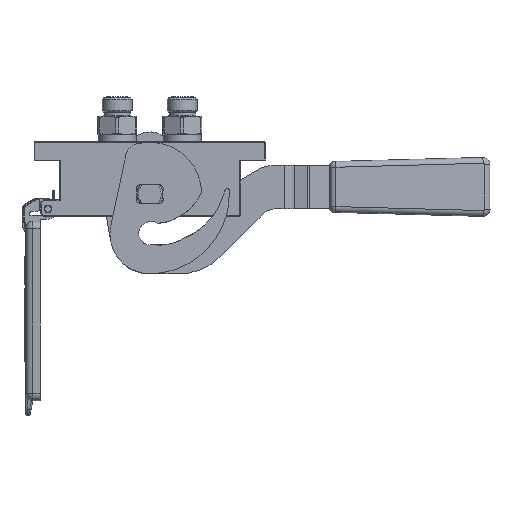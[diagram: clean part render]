
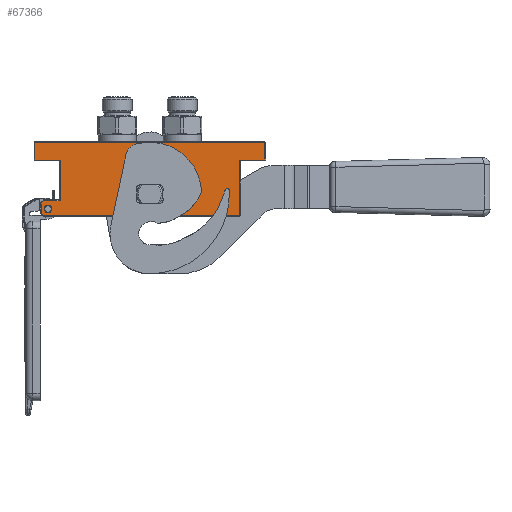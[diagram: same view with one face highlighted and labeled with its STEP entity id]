
A CAD part, front view. The second image highlights one B-rep face of the part: STEP entity #67366.
In plain terms, the highlighted planar face has unit normal (0, -1, 0).
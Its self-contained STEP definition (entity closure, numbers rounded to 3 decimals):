
#1407 = VERTEX_POINT ( 'NONE', #85926 ) ;
#2007 = EDGE_CURVE ( 'NONE', #6384, #76463, #68211, .T. ) ;
#2195 = CIRCLE ( 'NONE', #85035, 11.3 ) ;
#2683 = ORIENTED_EDGE ( 'NONE', *, *, #84357, .T. ) ;
#3242 = CARTESIAN_POINT ( 'NONE',  ( 62., 0., -50.8 ) ) ;
#3901 = VECTOR ( 'NONE', #17592, 1000. ) ;
#5340 = DIRECTION ( 'NONE',  ( 1., 0., 0. ) ) ;
#5681 = LINE ( 'NONE', #9651, #35914 ) ;
#6292 = ORIENTED_EDGE ( 'NONE', *, *, #59911, .T. ) ;
#6384 = VERTEX_POINT ( 'NONE', #25917 ) ;
#6454 = VERTEX_POINT ( 'NONE', #92602 ) ;
#7682 = CARTESIAN_POINT ( 'NONE',  ( 62., 0., -12.5 ) ) ;
#7908 = CARTESIAN_POINT ( 'NONE',  ( -70.3, 0., -46.3 ) ) ;
#8706 = LINE ( 'NONE', #76512, #11098 ) ;
#9651 = CARTESIAN_POINT ( 'NONE',  ( -62., 0., -12.5 ) ) ;
#10208 = VECTOR ( 'NONE', #72834, 1000. ) ;
#11098 = VECTOR ( 'NONE', #46492, 1000. ) ;
#12967 = ORIENTED_EDGE ( 'NONE', *, *, #56518, .T. ) ;
#13153 = CARTESIAN_POINT ( 'NONE',  ( -73.293, 0., -50.8 ) ) ;
#13200 = EDGE_CURVE ( 'NONE', #26453, #1407, #90875, .T. ) ;
#13446 = ORIENTED_EDGE ( 'NONE', *, *, #44366, .T. ) ;
#14287 = CARTESIAN_POINT ( 'NONE',  ( 79.5, 0., -12.5 ) ) ;
#14756 = EDGE_CURVE ( 'NONE', #91851, #88947, #63887, .T. ) ;
#15395 = DIRECTION ( 'NONE',  ( -1., 0., 0. ) ) ;
#16117 = VECTOR ( 'NONE', #88628, 1000. ) ;
#16493 = VERTEX_POINT ( 'NONE', #50871 ) ;
#17592 = DIRECTION ( 'NONE',  ( 0., 0., 1. ) ) ;
#17869 = DIRECTION ( 'NONE',  ( -0.707, 0., 0.707 ) ) ;
#21021 = DIRECTION ( 'NONE',  ( 1., 0., 0. ) ) ;
#21756 = VECTOR ( 'NONE', #61990, 1000. ) ;
#21842 = AXIS2_PLACEMENT_3D ( 'NONE', #85239, #25399, #84917 ) ;
#22515 = ORIENTED_EDGE ( 'NONE', *, *, #34901, .T. ) ;
#22860 = CARTESIAN_POINT ( 'NONE',  ( 62., 0., -50.8 ) ) ;
#24310 = VECTOR ( 'NONE', #32756, 1000. ) ;
#25289 = ORIENTED_EDGE ( 'NONE', *, *, #70312, .T. ) ;
#25399 = DIRECTION ( 'NONE',  ( 0., 1., 0. ) ) ;
#25917 = CARTESIAN_POINT ( 'NONE',  ( -75., 0., -42.207 ) ) ;
#26336 = VERTEX_POINT ( 'NONE', #67107 ) ;
#26453 = VERTEX_POINT ( 'NONE', #82716 ) ;
#26526 = EDGE_CURVE ( 'NONE', #39406, #91851, #38096, .T. ) ;
#26785 = EDGE_CURVE ( 'NONE', #6384, #6454, #88137, .T. ) ;
#28220 = LINE ( 'NONE', #13153, #70109 ) ;
#29382 = CARTESIAN_POINT ( 'NONE',  ( 79.5, 0., -0.5 ) ) ;
#30653 = CARTESIAN_POINT ( 'NONE',  ( 0., 0., -36.1 ) ) ;
#30739 = EDGE_CURVE ( 'NONE', #46359, #48206, #28220, .T. ) ;
#30821 = DIRECTION ( 'NONE',  ( -1., 0., 0. ) ) ;
#31489 = ORIENTED_EDGE ( 'NONE', *, *, #2007, .F. ) ;
#32756 = DIRECTION ( 'NONE',  ( 0., 0., 1. ) ) ;
#33343 = CARTESIAN_POINT ( 'NONE',  ( 0., 0., 0. ) ) ;
#33656 = PLANE ( 'NONE',  #52137 ) ;
#33962 = FACE_BOUND ( 'NONE', #78214, .T. ) ;
#34901 = EDGE_CURVE ( 'NONE', #89181, #26336, #8706, .T. ) ;
#35914 = VECTOR ( 'NONE', #62024, 1000. ) ;
#38096 = LINE ( 'NONE', #7682, #88230 ) ;
#39406 = VERTEX_POINT ( 'NONE', #63603 ) ;
#40643 = CARTESIAN_POINT ( 'NONE',  ( -73.293, 0., -50.8 ) ) ;
#43115 = CARTESIAN_POINT ( 'NONE',  ( -70.3, 0., -46.3 ) ) ;
#44366 = EDGE_CURVE ( 'NONE', #95809, #83851, #2195, .T. ) ;
#45241 = DIRECTION ( 'NONE',  ( 0., 1., 0. ) ) ;
#45496 = EDGE_CURVE ( 'NONE', #1407, #26453, #82441, .T. ) ;
#46359 = VERTEX_POINT ( 'NONE', #63719 ) ;
#46492 = DIRECTION ( 'NONE',  ( 0., 0., -1. ) ) ;
#46655 = ORIENTED_EDGE ( 'NONE', *, *, #14756, .T. ) ;
#48206 = VERTEX_POINT ( 'NONE', #22860 ) ;
#48298 = EDGE_CURVE ( 'NONE', #26336, #16493, #52281, .T. ) ;
#49783 = ORIENTED_EDGE ( 'NONE', *, *, #26526, .T. ) ;
#50788 = VECTOR ( 'NONE', #70477, 1000. ) ;
#50871 = CARTESIAN_POINT ( 'NONE',  ( -62., 0., -12.5 ) ) ;
#51635 = AXIS2_PLACEMENT_3D ( 'NONE', #7908, #81837, #15395 ) ;
#51648 = LINE ( 'NONE', #3242, #3901 ) ;
#52137 = AXIS2_PLACEMENT_3D ( 'NONE', #33343, #77666, #63599 ) ;
#52281 = LINE ( 'NONE', #82076, #16117 ) ;
#52899 = DIRECTION ( 'NONE',  ( 1., 0., 0. ) ) ;
#53363 = ORIENTED_EDGE ( 'NONE', *, *, #13200, .F. ) ;
#53379 = VERTEX_POINT ( 'NONE', #71296 ) ;
#53391 = DIRECTION ( 'NONE',  ( 0., 0., 1. ) ) ;
#55430 = CARTESIAN_POINT ( 'NONE',  ( 0., 0., -24.8 ) ) ;
#56518 = EDGE_CURVE ( 'NONE', #88947, #89181, #69605, .T. ) ;
#57912 = LINE ( 'NONE', #40643, #92830 ) ;
#59175 = ORIENTED_EDGE ( 'NONE', *, *, #30739, .T. ) ;
#59911 = EDGE_CURVE ( 'NONE', #83851, #95809, #88782, .T. ) ;
#61990 = DIRECTION ( 'NONE',  ( 0., 0., -1. ) ) ;
#62024 = DIRECTION ( 'NONE',  ( 0., 0., -1. ) ) ;
#63599 = DIRECTION ( 'NONE',  ( 1., 0., 0. ) ) ;
#63603 = CARTESIAN_POINT ( 'NONE',  ( 62., 0., -12.5 ) ) ;
#63719 = CARTESIAN_POINT ( 'NONE',  ( -73.293, 0., -50.8 ) ) ;
#63887 = LINE ( 'NONE', #71178, #24310 ) ;
#65041 = EDGE_LOOP ( 'NONE', ( #13446, #6292 ) ) ;
#65588 = DIRECTION ( 'NONE',  ( 0., -1., 0. ) ) ;
#65790 = EDGE_CURVE ( 'NONE', #48206, #39406, #51648, .T. ) ;
#67107 = CARTESIAN_POINT ( 'NONE',  ( -79.5, 0., -12.5 ) ) ;
#67366 = ADVANCED_FACE ( 'NONE', ( #93396, #91052, #33962 ), #33656, .F. ) ;
#68211 = LINE ( 'NONE', #92920, #50788 ) ;
#69605 = LINE ( 'NONE', #87759, #10208 ) ;
#70109 = VECTOR ( 'NONE', #5340, 1000. ) ;
#70312 = EDGE_CURVE ( 'NONE', #53379, #76463, #74290, .T. ) ;
#70477 = DIRECTION ( 'NONE',  ( 0.707, 0., 0.707 ) ) ;
#71178 = CARTESIAN_POINT ( 'NONE',  ( 79.5, 0., -12.5 ) ) ;
#71296 = CARTESIAN_POINT ( 'NONE',  ( -62., 0., -40.5 ) ) ;
#72313 = ORIENTED_EDGE ( 'NONE', *, *, #85509, .F. ) ;
#72834 = DIRECTION ( 'NONE',  ( -1., 0., 0. ) ) ;
#74290 = LINE ( 'NONE', #83220, #94054 ) ;
#76145 = CARTESIAN_POINT ( 'NONE',  ( -73.293, 0., -40.5 ) ) ;
#76463 = VERTEX_POINT ( 'NONE', #76145 ) ;
#76512 = CARTESIAN_POINT ( 'NONE',  ( -79.5, 0., -0.5 ) ) ;
#76717 = CARTESIAN_POINT ( 'NONE',  ( -75., 0., -42.207 ) ) ;
#77005 = EDGE_LOOP ( 'NONE', ( #86671, #2683, #25289, #31489, #90745, #72313, #59175, #79909, #49783, #46655, #12967, #22515 ) ) ;
#77666 = DIRECTION ( 'NONE',  ( 0., 1., 0. ) ) ;
#78214 = EDGE_LOOP ( 'NONE', ( #53363, #87601 ) ) ;
#79909 = ORIENTED_EDGE ( 'NONE', *, *, #65790, .T. ) ;
#81837 = DIRECTION ( 'NONE',  ( 0., -1., 0. ) ) ;
#82076 = CARTESIAN_POINT ( 'NONE',  ( -79.5, 0., -12.5 ) ) ;
#82237 = CARTESIAN_POINT ( 'NONE',  ( 0., 0., -47.4 ) ) ;
#82441 = CIRCLE ( 'NONE', #88206, 2.55 ) ;
#82716 = CARTESIAN_POINT ( 'NONE',  ( -72.85, 0., -46.3 ) ) ;
#83220 = CARTESIAN_POINT ( 'NONE',  ( -62., 0., -40.5 ) ) ;
#83851 = VERTEX_POINT ( 'NONE', #82237 ) ;
#84357 = EDGE_CURVE ( 'NONE', #16493, #53379, #5681, .T. ) ;
#84917 = DIRECTION ( 'NONE',  ( 0., 0., -1. ) ) ;
#85035 = AXIS2_PLACEMENT_3D ( 'NONE', #30653, #45241, #53391 ) ;
#85239 = CARTESIAN_POINT ( 'NONE',  ( 0., 0., -36.1 ) ) ;
#85509 = EDGE_CURVE ( 'NONE', #46359, #6454, #57912, .T. ) ;
#85926 = CARTESIAN_POINT ( 'NONE',  ( -67.75, 0., -46.3 ) ) ;
#86671 = ORIENTED_EDGE ( 'NONE', *, *, #48298, .T. ) ;
#87601 = ORIENTED_EDGE ( 'NONE', *, *, #45496, .F. ) ;
#87759 = CARTESIAN_POINT ( 'NONE',  ( 79.5, 0., -0.5 ) ) ;
#88137 = LINE ( 'NONE', #76717, #21756 ) ;
#88206 = AXIS2_PLACEMENT_3D ( 'NONE', #43115, #65588, #21021 ) ;
#88230 = VECTOR ( 'NONE', #52899, 1000. ) ;
#88628 = DIRECTION ( 'NONE',  ( 1., 0., 0. ) ) ;
#88782 = CIRCLE ( 'NONE', #21842, 11.3 ) ;
#88947 = VERTEX_POINT ( 'NONE', #29382 ) ;
#89181 = VERTEX_POINT ( 'NONE', #90218 ) ;
#90218 = CARTESIAN_POINT ( 'NONE',  ( -79.5, 0., -0.5 ) ) ;
#90745 = ORIENTED_EDGE ( 'NONE', *, *, #26785, .T. ) ;
#90875 = CIRCLE ( 'NONE', #51635, 2.55 ) ;
#91052 = FACE_BOUND ( 'NONE', #65041, .T. ) ;
#91851 = VERTEX_POINT ( 'NONE', #14287 ) ;
#92602 = CARTESIAN_POINT ( 'NONE',  ( -75., 0., -49.093 ) ) ;
#92830 = VECTOR ( 'NONE', #17869, 1000. ) ;
#92920 = CARTESIAN_POINT ( 'NONE',  ( -75., 0., -42.207 ) ) ;
#93396 = FACE_OUTER_BOUND ( 'NONE', #77005, .T. ) ;
#94054 = VECTOR ( 'NONE', #30821, 1000. ) ;
#95809 = VERTEX_POINT ( 'NONE', #55430 ) ;
